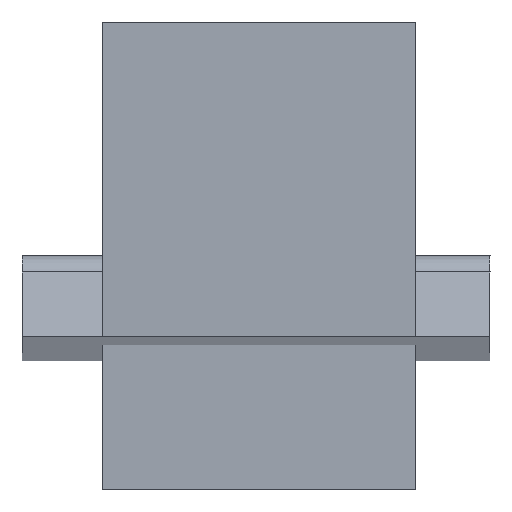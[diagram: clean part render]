
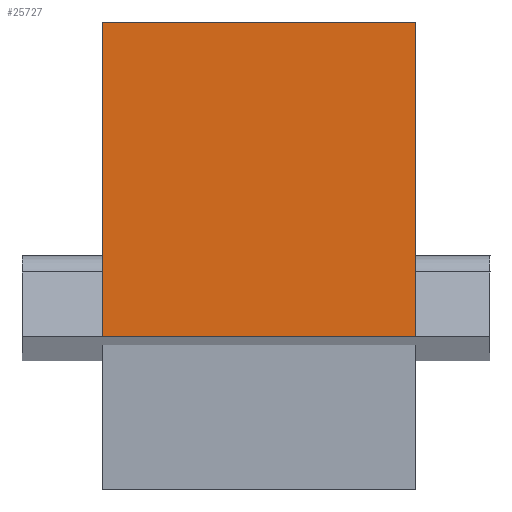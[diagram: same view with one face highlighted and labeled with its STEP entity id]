
A CAD part, left-side view. The second image highlights one B-rep face of the part: STEP entity #25727.
In plain terms, the highlighted planar face has unit normal (-1, 0, 0).
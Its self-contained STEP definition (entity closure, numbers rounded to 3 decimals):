
#182 = CARTESIAN_POINT ( 'NONE',  ( 3167.011, 327.328, 1551.342 ) ) ;
#800 = CARTESIAN_POINT ( 'NONE',  ( 3167.011, 461.209, 1489.308 ) ) ;
#869 = DIRECTION ( 'NONE',  ( 0., -1., 0. ) ) ;
#1396 = EDGE_CURVE ( 'NONE', #32726, #24788, #41017, .T. ) ;
#3878 = ORIENTED_EDGE ( 'NONE', *, *, #34125, .T. ) ;
#7368 = DIRECTION ( 'NONE',  ( 0., 0., 1. ) ) ;
#10564 = VECTOR ( 'NONE', #14762, 1000. ) ;
#12849 = VECTOR ( 'NONE', #7368, 1000. ) ;
#13726 = VERTEX_POINT ( 'NONE', #28235 ) ;
#14394 = VERTEX_POINT ( 'NONE', #182 ) ;
#14752 = DIRECTION ( 'NONE',  ( -1., 0., 0. ) ) ;
#14762 = DIRECTION ( 'NONE',  ( 0., 1., 0. ) ) ;
#16762 = VECTOR ( 'NONE', #869, 1000. ) ;
#17304 = EDGE_CURVE ( 'NONE', #24788, #13726, #27558, .T. ) ;
#20173 = CARTESIAN_POINT ( 'NONE',  ( 3167.011, 327.328, 1489.308 ) ) ;
#20820 = EDGE_CURVE ( 'NONE', #14394, #32726, #34652, .T. ) ;
#21059 = DIRECTION ( 'NONE',  ( 0., 0., 1. ) ) ;
#22569 = EDGE_LOOP ( 'NONE', ( #37021, #3878, #29924, #34236 ) ) ;
#22799 = CARTESIAN_POINT ( 'NONE',  ( 3167.011, 461.209, 1551.342 ) ) ;
#23464 = DIRECTION ( 'NONE',  ( 0., 0., 1. ) ) ;
#24233 = VECTOR ( 'NONE', #23464, 1000. ) ;
#24788 = VERTEX_POINT ( 'NONE', #25065 ) ;
#25065 = CARTESIAN_POINT ( 'NONE',  ( 3167.011, 461.209, 1689.308 ) ) ;
#25727 = ADVANCED_FACE ( 'NONE', ( #29745 ), #37805, .T. ) ;
#27558 = LINE ( 'NONE', #40095, #16762 ) ;
#28235 = CARTESIAN_POINT ( 'NONE',  ( 3167.011, 327.328, 1689.308 ) ) ;
#29745 = FACE_OUTER_BOUND ( 'NONE', #22569, .T. ) ;
#29924 = ORIENTED_EDGE ( 'NONE', *, *, #17304, .F. ) ;
#32726 = VERTEX_POINT ( 'NONE', #22799 ) ;
#34125 = EDGE_CURVE ( 'NONE', #14394, #13726, #37541, .T. ) ;
#34236 = ORIENTED_EDGE ( 'NONE', *, *, #1396, .F. ) ;
#34652 = LINE ( 'NONE', #40951, #10564 ) ;
#35003 = AXIS2_PLACEMENT_3D ( 'NONE', #40810, #14752, #21059 ) ;
#37021 = ORIENTED_EDGE ( 'NONE', *, *, #20820, .F. ) ;
#37541 = LINE ( 'NONE', #20173, #24233 ) ;
#37805 = PLANE ( 'NONE',  #35003 ) ;
#40095 = CARTESIAN_POINT ( 'NONE',  ( 3167.011, 461.209, 1689.308 ) ) ;
#40810 = CARTESIAN_POINT ( 'NONE',  ( 3167.011, 461.209, 1489.308 ) ) ;
#40951 = CARTESIAN_POINT ( 'NONE',  ( 3167.011, 461.209, 1551.342 ) ) ;
#41017 = LINE ( 'NONE', #800, #12849 ) ;
